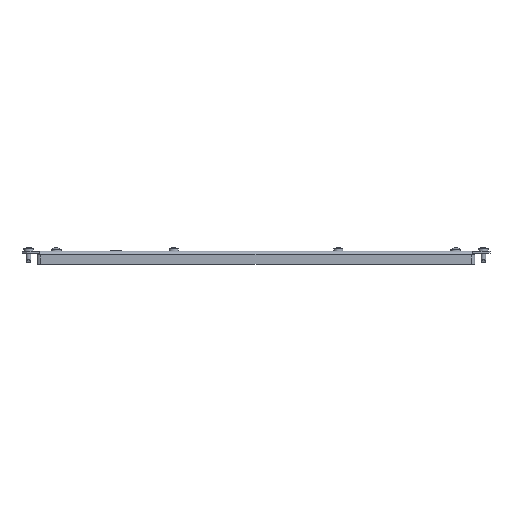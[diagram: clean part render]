
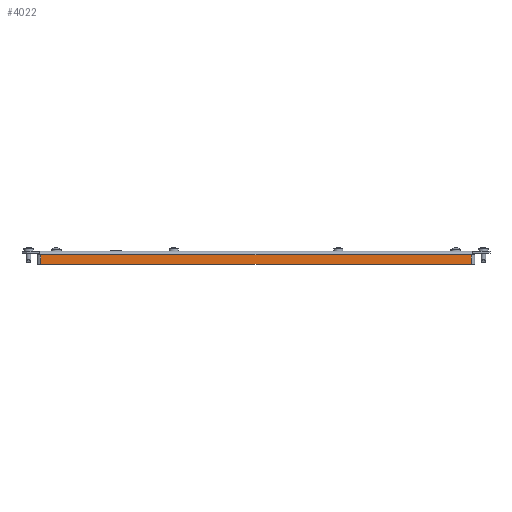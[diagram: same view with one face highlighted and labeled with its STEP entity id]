
A CAD part, top view. The second image highlights one B-rep face of the part: STEP entity #4022.
In plain terms, the highlighted face is planar.
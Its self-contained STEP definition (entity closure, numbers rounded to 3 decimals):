
#86 = EDGE_CURVE ( 'NONE', #1084, #516, #639, .T. ) ;
#140 = CARTESIAN_POINT ( 'NONE',  ( -5., -3., -229. ) ) ;
#143 = EDGE_CURVE ( 'NONE', #1084, #4566, #1449, .T. ) ;
#194 = EDGE_CURVE ( 'NONE', #516, #950, #317, .T. ) ;
#228 = CARTESIAN_POINT ( 'NONE',  ( -5., -3., -229. ) ) ;
#239 = CARTESIAN_POINT ( 'NONE',  ( 5., -3., -229. ) ) ;
#317 = LINE ( 'NONE', #876, #4839 ) ;
#380 = CARTESIAN_POINT ( 'NONE',  ( -5., -3., -229. ) ) ;
#516 = VERTEX_POINT ( 'NONE', #5037 ) ;
#639 = LINE ( 'NONE', #380, #4533 ) ;
#786 = DIRECTION ( 'NONE',  ( 0., 0., 1. ) ) ;
#876 = CARTESIAN_POINT ( 'NONE',  ( -5., -3., 229. ) ) ;
#887 = CARTESIAN_POINT ( 'NONE',  ( -5., -3., -229. ) ) ;
#946 = DIRECTION ( 'NONE',  ( 0., -1., 0. ) ) ;
#950 = VERTEX_POINT ( 'NONE', #3656 ) ;
#1084 = VERTEX_POINT ( 'NONE', #228 ) ;
#1378 = DIRECTION ( 'NONE',  ( 1., 0., 0. ) ) ;
#1449 = LINE ( 'NONE', #887, #4660 ) ;
#1916 = ORIENTED_EDGE ( 'NONE', *, *, #194, .F. ) ;
#2068 = ORIENTED_EDGE ( 'NONE', *, *, #4535, .T. ) ;
#2150 = EDGE_LOOP ( 'NONE', ( #1916, #3017, #4387, #2068 ) ) ;
#2671 = LINE ( 'NONE', #3798, #3589 ) ;
#3017 = ORIENTED_EDGE ( 'NONE', *, *, #86, .F. ) ;
#3589 = VECTOR ( 'NONE', #4210, 1000. ) ;
#3656 = CARTESIAN_POINT ( 'NONE',  ( 5., -3., 229. ) ) ;
#3735 = PLANE ( 'NONE',  #4280 ) ;
#3798 = CARTESIAN_POINT ( 'NONE',  ( 5., -3., -229. ) ) ;
#4022 = ADVANCED_FACE ( 'NONE', ( #4932 ), #3735, .T. ) ;
#4027 = DIRECTION ( 'NONE',  ( 1., 0., 0. ) ) ;
#4210 = DIRECTION ( 'NONE',  ( 0., 0., 1. ) ) ;
#4280 = AXIS2_PLACEMENT_3D ( 'NONE', #140, #946, #1378 ) ;
#4387 = ORIENTED_EDGE ( 'NONE', *, *, #143, .T. ) ;
#4533 = VECTOR ( 'NONE', #786, 1000. ) ;
#4535 = EDGE_CURVE ( 'NONE', #4566, #950, #2671, .T. ) ;
#4566 = VERTEX_POINT ( 'NONE', #239 ) ;
#4660 = VECTOR ( 'NONE', #4894, 1000. ) ;
#4839 = VECTOR ( 'NONE', #4027, 1000. ) ;
#4894 = DIRECTION ( 'NONE',  ( 1., 0., 0. ) ) ;
#4932 = FACE_OUTER_BOUND ( 'NONE', #2150, .T. ) ;
#5037 = CARTESIAN_POINT ( 'NONE',  ( -5., -3., 229. ) ) ;
